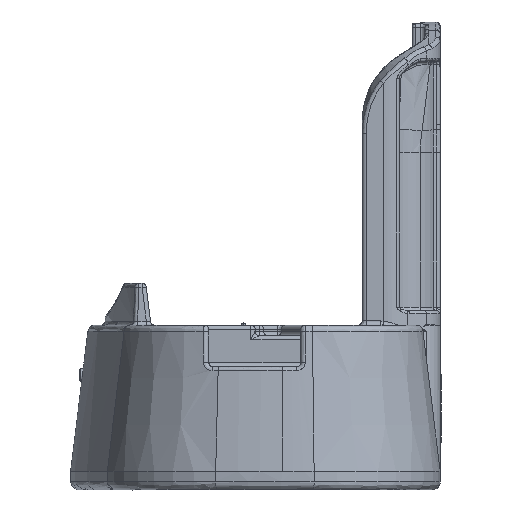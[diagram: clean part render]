
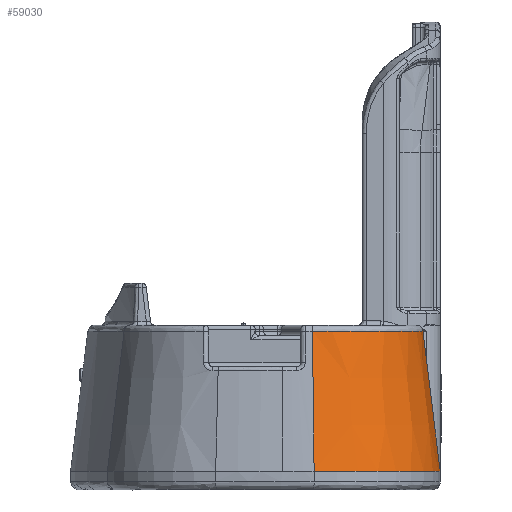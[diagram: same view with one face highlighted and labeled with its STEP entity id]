
A CAD part, left-side view. The second image highlights one B-rep face of the part: STEP entity #59030.
In plain terms, the highlighted conical face has half-angle 7 degrees and reference radius 33.368 mm.
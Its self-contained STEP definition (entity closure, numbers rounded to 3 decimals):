
#2218 = VECTOR ( 'NONE', #43161, 1000. ) ;
#5082 = EDGE_CURVE ( 'NONE', #70517, #88317, #66969, .T. ) ;
#5848 = DIRECTION ( 'NONE',  ( 0., 0., -1. ) ) ;
#9151 = VERTEX_POINT ( 'NONE', #38557 ) ;
#13029 = CARTESIAN_POINT ( 'NONE',  ( -27.581, -45.555, 13.754 ) ) ;
#14157 = ORIENTED_EDGE ( 'NONE', *, *, #52429, .T. ) ;
#15621 = DIRECTION ( 'NONE',  ( 1., 0., 0. ) ) ;
#17509 = CARTESIAN_POINT ( 'NONE',  ( 3.59, -42.592, 30.507 ) ) ;
#17537 = EDGE_CURVE ( 'NONE', #9151, #70517, #41507, .T. ) ;
#18309 = CARTESIAN_POINT ( 'NONE',  ( 3.59, -73.904, 13.754 ) ) ;
#25426 = EDGE_LOOP ( 'NONE', ( #50100, #52751, #14157, #34680 ) ) ;
#31326 = VECTOR ( 'NONE', #48398, 1000. ) ;
#33669 = VERTEX_POINT ( 'NONE', #80221 ) ;
#34680 = ORIENTED_EDGE ( 'NONE', *, *, #50946, .T. ) ;
#37406 = DIRECTION ( 'NONE',  ( 0., 0., -1. ) ) ;
#38557 = CARTESIAN_POINT ( 'NONE',  ( 3.59, -75.961, -3. ) ) ;
#41507 = CIRCLE ( 'NONE', #95218, 33.368 ) ;
#43161 = DIRECTION ( 'NONE',  ( 0.121, 0.012, 0.993 ) ) ;
#47612 = DIRECTION ( 'NONE',  ( -1., 0., 0. ) ) ;
#48398 = DIRECTION ( 'NONE',  ( 0., 0.122, 0.993 ) ) ;
#49623 = CONICAL_SURFACE ( 'NONE', #68702, 33.368, 0.122 ) ;
#50100 = ORIENTED_EDGE ( 'NONE', *, *, #5082, .F. ) ;
#50946 = EDGE_CURVE ( 'NONE', #33669, #88317, #68991, .T. ) ;
#51798 = CARTESIAN_POINT ( 'NONE',  ( 3.59, -42.592, -3. ) ) ;
#52429 = EDGE_CURVE ( 'NONE', #9151, #33669, #86076, .T. ) ;
#52751 = ORIENTED_EDGE ( 'NONE', *, *, #17537, .F. ) ;
#59030 = ADVANCED_FACE ( 'NONE', ( #67593 ), #49623, .T. ) ;
#66969 = LINE ( 'NONE', #13029, #2218 ) ;
#67593 = FACE_OUTER_BOUND ( 'NONE', #25426, .T. ) ;
#68702 = AXIS2_PLACEMENT_3D ( 'NONE', #90310, #37406, #15621 ) ;
#68991 = CIRCLE ( 'NONE', #81544, 29.254 ) ;
#70517 = VERTEX_POINT ( 'NONE', #96552 ) ;
#80221 = CARTESIAN_POINT ( 'NONE',  ( 3.59, -71.847, 30.507 ) ) ;
#81544 = AXIS2_PLACEMENT_3D ( 'NONE', #17509, #86244, #47612 ) ;
#82057 = DIRECTION ( 'NONE',  ( 1., 0., 0. ) ) ;
#86076 = LINE ( 'NONE', #18309, #31326 ) ;
#86244 = DIRECTION ( 'NONE',  ( 0., 0., -1. ) ) ;
#88317 = VERTEX_POINT ( 'NONE', #90005 ) ;
#90005 = CARTESIAN_POINT ( 'NONE',  ( -25.533, -45.36, 30.507 ) ) ;
#90310 = CARTESIAN_POINT ( 'NONE',  ( 3.59, -42.592, -3. ) ) ;
#95218 = AXIS2_PLACEMENT_3D ( 'NONE', #51798, #5848, #82057 ) ;
#96552 = CARTESIAN_POINT ( 'NONE',  ( -29.629, -45.749, -3. ) ) ;
